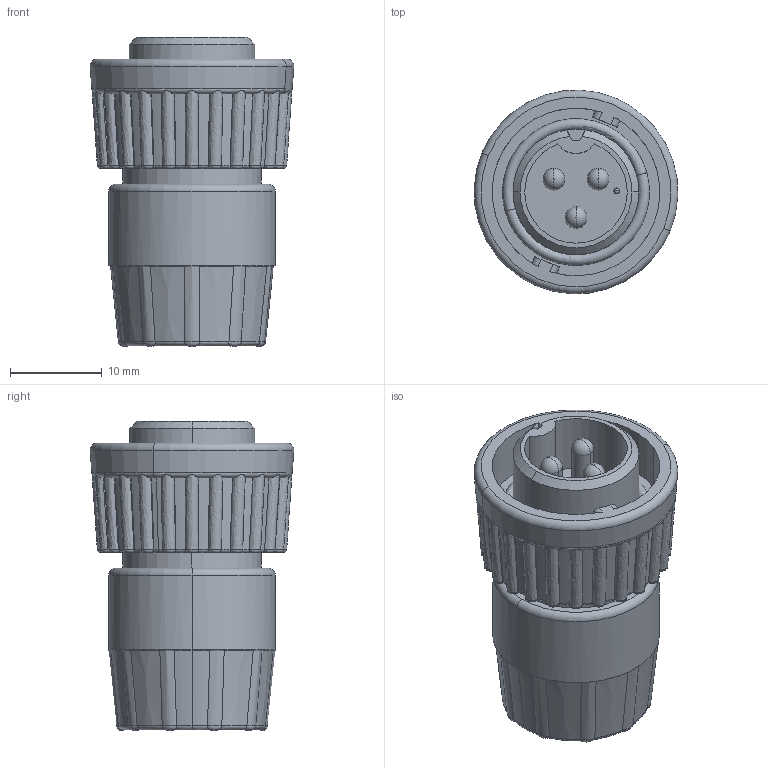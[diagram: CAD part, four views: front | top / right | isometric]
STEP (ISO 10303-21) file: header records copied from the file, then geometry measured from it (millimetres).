
FILE_DESCRIPTION (( 'STEP AP203' ), '1' );
FILE_NAME ('3180-3PG-324.STEP', '2013-08-21T14:56:50', ( 'J0FPBF1' ), ( '' ), 'SwSTEP 2.0', 'SolidWorks 2012', '' );
FILE_SCHEMA (( 'CONFIG_CONTROL_DESIGN' ));
Length unit declared in the file: inch
Products named in the file (1): 3180-3PG-324
Bounding box: 22.2 x 22.2 x 33.72 mm (x, y, z)
Volume: 7602.2 mm3; surface area: 3952 mm2
Topology: 1 solids, 1 shells, 289 faces, 782 edges, 506 vertices
Faces by surface type: bspline 82, torus 81, plane 56, cone 41, cylinder 27, sphere 2
Entity records: 12650 total; most frequent: CARTESIAN_POINT 6176, ORIENTED_EDGE 1564, DIRECTION 1079, EDGE_CURVE 782, VERTEX_POINT 506, AXIS2_PLACEMENT_3D 497, B_SPLINE_CURVE_WITH_KNOTS 408, EDGE_LOOP 300
